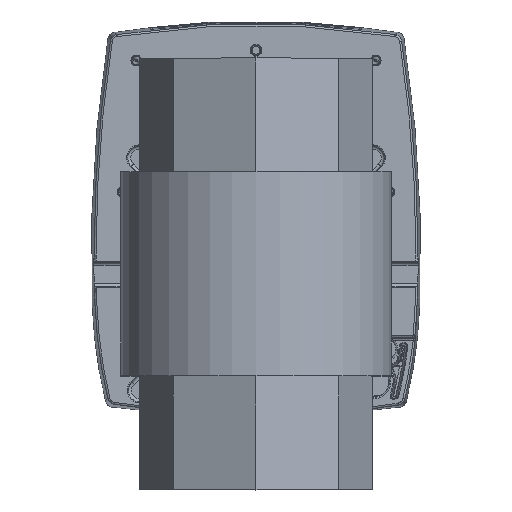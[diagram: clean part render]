
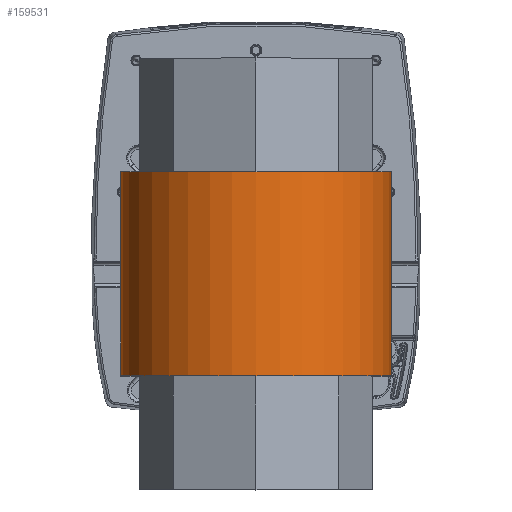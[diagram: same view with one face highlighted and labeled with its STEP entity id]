
A CAD part, top view. The second image highlights one B-rep face of the part: STEP entity #159531.
In plain terms, the highlighted cylindrical face has radius 34.5 mm (diameter 69 mm), a partial arc.
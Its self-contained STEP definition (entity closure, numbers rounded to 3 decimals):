
#158764=CARTESIAN_POINT('',(0.,0.,26.));
#158765=DIRECTION('',(0.,0.,-1.));
#158766=DIRECTION('',(1.,0.,0.));
#158767=AXIS2_PLACEMENT_3D('',#158764,#158765,#158766);
#158801=DIRECTION('',(0.,0.,-1.));
#158802=VECTOR('',#158801,52.);
#158803=CARTESIAN_POINT('',(-34.5,0.,26.));
#158804=LINE('',#158803,#158802);
#158845=DIRECTION('',(0.,0.,-1.));
#158846=VECTOR('',#158845,52.);
#158847=CARTESIAN_POINT('',(34.5,0.,26.));
#158848=LINE('',#158847,#158846);
#158849=CARTESIAN_POINT('',(0.,0.,-26.));
#158850=DIRECTION('',(0.,0.,1.));
#158851=DIRECTION('',(-1.,0.,0.));
#158852=AXIS2_PLACEMENT_3D('',#158849,#158850,#158851);
#159279=CARTESIAN_POINT('',(-34.5,0.,26.));
#159280=CARTESIAN_POINT('',(34.5,0.,26.));
#159281=VERTEX_POINT('',#159279);
#159282=VERTEX_POINT('',#159280);
#159295=CARTESIAN_POINT('',(-34.5,0.,-26.));
#159296=VERTEX_POINT('',#159295);
#159297=CARTESIAN_POINT('',(34.5,0.,-26.));
#159298=VERTEX_POINT('',#159297);
#159519=CARTESIAN_POINT('',(0.,0.,0.));
#159520=DIRECTION('',(0.,0.,1.));
#159521=DIRECTION('',(-1.,0.,0.));
#159522=AXIS2_PLACEMENT_3D('',#159519,#159520,#159521);
#159523=CYLINDRICAL_SURFACE('',#159522,34.5);
#159524=ORIENTED_EDGE('',*,*,#159476,.F.);
#159525=ORIENTED_EDGE('',*,*,#159508,.T.);
#159527=ORIENTED_EDGE('',*,*,#159526,.F.);
#159528=ORIENTED_EDGE('',*,*,#159504,.F.);
#159529=EDGE_LOOP('',(#159524,#159525,#159527,#159528));
#159530=FACE_OUTER_BOUND('',#159529,.F.);
#159531=ADVANCED_FACE('',(#159530),#159523,.T.);
#158768=CIRCLE('',#158767,34.5);
#158853=CIRCLE('',#158852,34.5);
#159476=EDGE_CURVE('',#159282,#159281,#158768,.T.);
#159504=EDGE_CURVE('',#159281,#159296,#158804,.T.);
#159508=EDGE_CURVE('',#159282,#159298,#158848,.T.);
#159526=EDGE_CURVE('',#159296,#159298,#158853,.T.);
